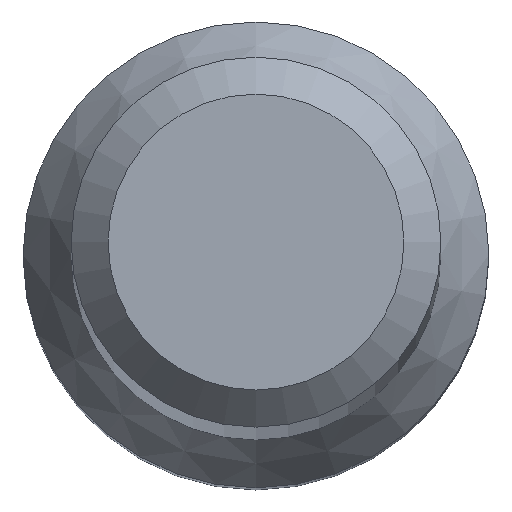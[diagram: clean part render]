
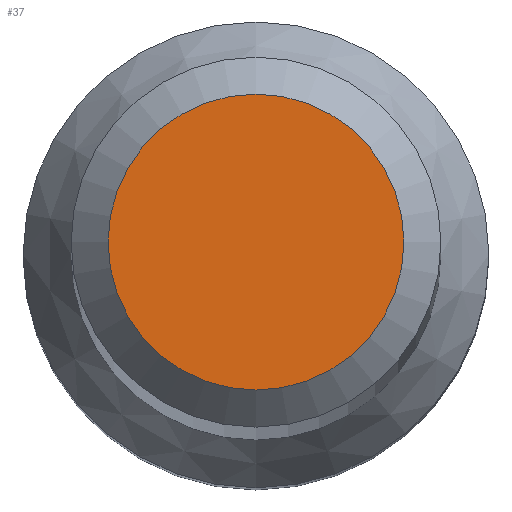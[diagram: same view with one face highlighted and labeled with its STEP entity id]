
A CAD part, top view. The second image highlights one B-rep face of the part: STEP entity #37.
In plain terms, the highlighted planar face has unit normal (0, 0, 1).
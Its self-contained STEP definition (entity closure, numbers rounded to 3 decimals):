
#6 = CARTESIAN_POINT ( 'NONE',  ( 0., 0., 70. ) ) ;
#9 = CARTESIAN_POINT ( 'NONE',  ( 0., 1.2, 70. ) ) ;
#25 = PLANE ( 'NONE',  #31 ) ;
#31 = AXIS2_PLACEMENT_3D ( 'NONE', #102, #210, #197 ) ;
#37 = ADVANCED_FACE ( 'NONE', ( #62 ), #25, .T. ) ;
#62 = FACE_OUTER_BOUND ( 'NONE', #153, .T. ) ;
#89 = VERTEX_POINT ( 'NONE', #9 ) ;
#91 = ORIENTED_EDGE ( 'NONE', *, *, #114, .F. ) ;
#102 = CARTESIAN_POINT ( 'NONE',  ( 0., 0., 70. ) ) ;
#114 = EDGE_CURVE ( 'NONE', #89, #89, #228, .T. ) ;
#133 = AXIS2_PLACEMENT_3D ( 'NONE', #6, #231, #134 ) ;
#134 = DIRECTION ( 'NONE',  ( 0., 1., 0. ) ) ;
#153 = EDGE_LOOP ( 'NONE', ( #91 ) ) ;
#197 = DIRECTION ( 'NONE',  ( 0., -1., 0. ) ) ;
#210 = DIRECTION ( 'NONE',  ( 0., 0., 1. ) ) ;
#228 = CIRCLE ( 'NONE', #133, 1.2 ) ;
#231 = DIRECTION ( 'NONE',  ( 0., 0., -1. ) ) ;
